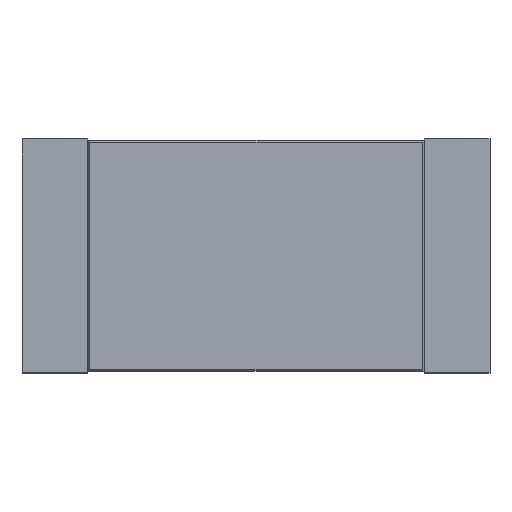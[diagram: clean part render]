
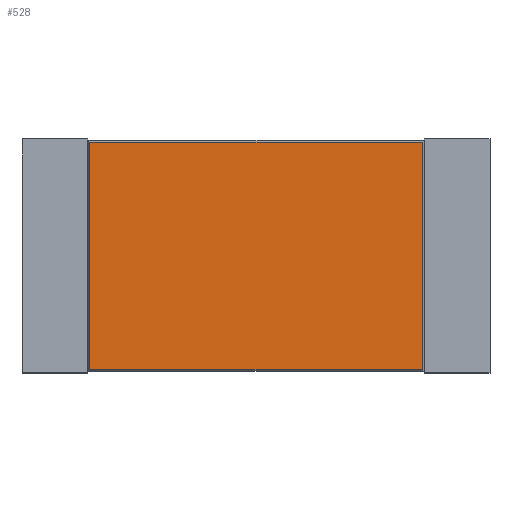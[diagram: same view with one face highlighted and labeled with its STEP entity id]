
A CAD part, top view. The second image highlights one B-rep face of the part: STEP entity #528.
In plain terms, the highlighted planar face has unit normal (0, 0, 1).
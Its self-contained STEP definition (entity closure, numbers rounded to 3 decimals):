
#115 = DIRECTION ( 'NONE',  ( 0., -1., 0. ) ) ;
#162 = VECTOR ( 'NONE', #591, 1000. ) ;
#284 = DIRECTION ( 'NONE',  ( -1., 0., 0. ) ) ;
#294 = ORIENTED_EDGE ( 'NONE', *, *, #312, .T. ) ;
#312 = EDGE_CURVE ( 'NONE', #1351, #1715, #1894, .T. ) ;
#337 = EDGE_CURVE ( 'NONE', #1715, #1164, #663, .T. ) ;
#342 = CARTESIAN_POINT ( 'NONE',  ( -1.138, -0.778, 0.55 ) ) ;
#358 = EDGE_CURVE ( 'NONE', #1164, #1232, #1753, .T. ) ;
#368 = EDGE_CURVE ( 'NONE', #1232, #1351, #957, .T. ) ;
#444 = CARTESIAN_POINT ( 'NONE',  ( -1.15, -0.778, 0.55 ) ) ;
#519 = CARTESIAN_POINT ( 'NONE',  ( 1.15, -0.79, 0.55 ) ) ;
#528 = ADVANCED_FACE ( 'NONE', ( #1095 ), #1856, .T. ) ;
#591 = DIRECTION ( 'NONE',  ( 1., 0., 0. ) ) ;
#663 = LINE ( 'NONE', #1327, #1409 ) ;
#665 = DIRECTION ( 'NONE',  ( 1., 0., 0. ) ) ;
#701 = VECTOR ( 'NONE', #1168, 1000. ) ;
#728 = CARTESIAN_POINT ( 'NONE',  ( -1.138, 0.79, 0.55 ) ) ;
#788 = ORIENTED_EDGE ( 'NONE', *, *, #358, .T. ) ;
#821 = EDGE_LOOP ( 'NONE', ( #294, #1157, #788, #833 ) ) ;
#833 = ORIENTED_EDGE ( 'NONE', *, *, #368, .T. ) ;
#882 = CARTESIAN_POINT ( 'NONE',  ( 1.138, 0.778, 0.55 ) ) ;
#957 = LINE ( 'NONE', #444, #162 ) ;
#1095 = FACE_OUTER_BOUND ( 'NONE', #821, .T. ) ;
#1157 = ORIENTED_EDGE ( 'NONE', *, *, #337, .T. ) ;
#1164 = VERTEX_POINT ( 'NONE', #1373 ) ;
#1168 = DIRECTION ( 'NONE',  ( 0., 1., 0. ) ) ;
#1232 = VERTEX_POINT ( 'NONE', #342 ) ;
#1317 = CARTESIAN_POINT ( 'NONE',  ( 1.138, 0.79, 0.55 ) ) ;
#1327 = CARTESIAN_POINT ( 'NONE',  ( -1.15, 0.778, 0.55 ) ) ;
#1351 = VERTEX_POINT ( 'NONE', #1609 ) ;
#1370 = VECTOR ( 'NONE', #115, 1000. ) ;
#1373 = CARTESIAN_POINT ( 'NONE',  ( -1.138, 0.778, 0.55 ) ) ;
#1409 = VECTOR ( 'NONE', #284, 1000. ) ;
#1416 = AXIS2_PLACEMENT_3D ( 'NONE', #519, #1556, #665 ) ;
#1556 = DIRECTION ( 'NONE',  ( 0., 0., 1. ) ) ;
#1609 = CARTESIAN_POINT ( 'NONE',  ( 1.138, -0.778, 0.55 ) ) ;
#1715 = VERTEX_POINT ( 'NONE', #882 ) ;
#1753 = LINE ( 'NONE', #728, #1370 ) ;
#1856 = PLANE ( 'NONE',  #1416 ) ;
#1894 = LINE ( 'NONE', #1317, #701 ) ;
